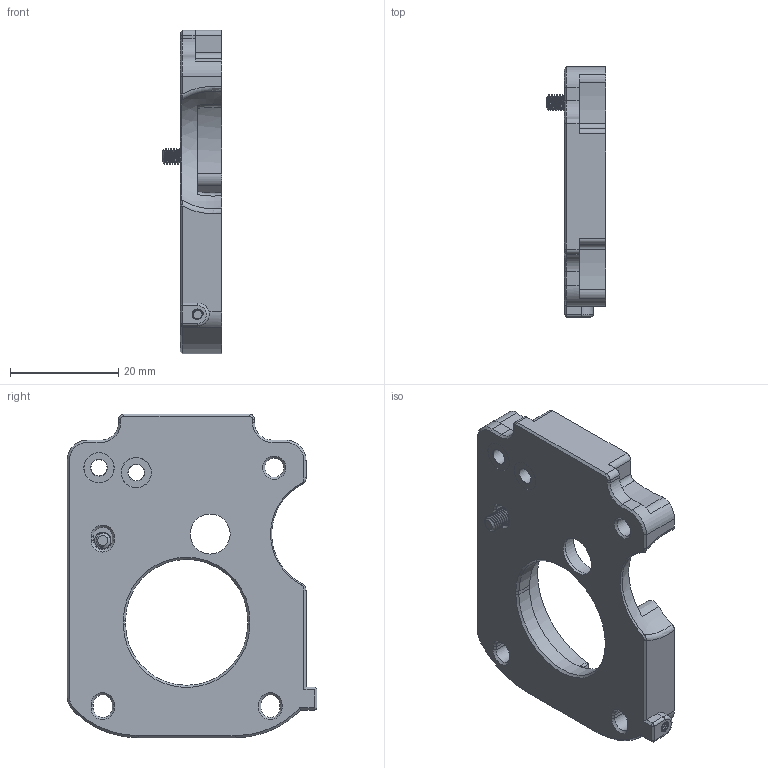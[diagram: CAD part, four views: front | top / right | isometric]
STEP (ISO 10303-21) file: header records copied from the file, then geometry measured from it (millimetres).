
FILE_DESCRIPTION(/* description */ (''),/* implementation_level */ '2;1');
FILE_NAME(/* name */ 'Motor Plate.step',/* time_stamp */ '2021-02-05T14:10:49-05:00',/* author */ (''),/* organization */ (''),/* preprocessor_version */ 'ST-DEVELOPER v18.1',/* originating_system */ 'Autodesk Translation Framework v9.7.1.1290',/* authorisation */ '');
FILE_SCHEMA (('AUTOMOTIVE_DESIGN { 1 0 10303 214 3 1 1 }'));
Length unit declared in the file: millimetre
Products named in the file (3): Motor Plate; 91290A113_M3x8 SHCS v2; M3 Threaded Insert Short v1
Assembly tree (3 placements, depth 2):
  Motor Plate
    91290A113_M3x8 SHCS v2
    M3 Threaded Insert Short v1  x2
Bounding box: 11 x 46.2 x 59.85 mm (x, y, z)
Volume: 11670.4 mm3; surface area: 7125.9 mm2
Topology: 4 solids, 4 shells, 687 faces, 1932 edges, 1266 vertices
Faces by surface type: bspline 300, cylinder 260, plane 80, cone 43, torus 3, sphere 1
Full cylindrical faces by diameter (mm): 1.623 x5, 2.074 x2, 2.35 x14, 3 x17, 3.5 x2, 4.8 x2, 5.05 x2, 5.16 x2, 5.5 x1, 5.56 x2, 7.4 x1, 8.2 x1
Entity records: 21064 total; most frequent: CARTESIAN_POINT 10014, ORIENTED_EDGE 2522, DIRECTION 2137, EDGE_CURVE 1261, VERTEX_POINT 819, AXIS2_PLACEMENT_3D 817, LINE 503, VECTOR 503
